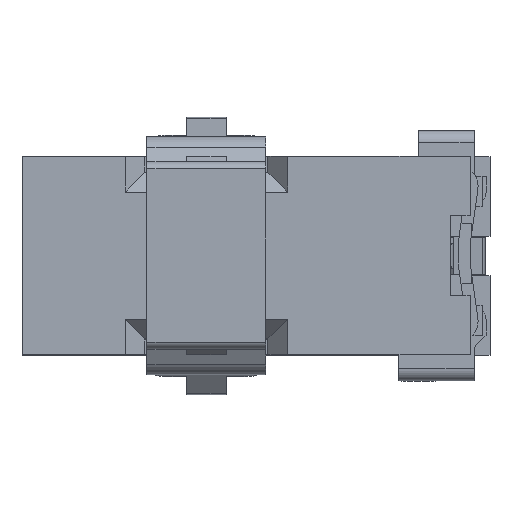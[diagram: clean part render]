
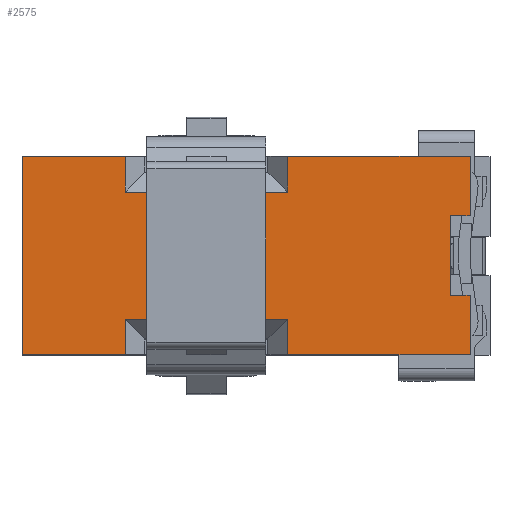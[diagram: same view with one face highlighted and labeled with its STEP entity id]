
A CAD part, top view. The second image highlights one B-rep face of the part: STEP entity #2575.
In plain terms, the highlighted planar face has unit normal (0, 0, 1).
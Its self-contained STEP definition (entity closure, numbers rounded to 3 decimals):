
#39 = ORIENTED_EDGE ( 'NONE', *, *, #3355, .T. ) ;
#186 = LINE ( 'NONE', #1047, #607 ) ;
#205 = VECTOR ( 'NONE', #9292, 1000. ) ;
#228 = VECTOR ( 'NONE', #4052, 1000. ) ;
#409 = DIRECTION ( 'NONE',  ( 1., 0., 0. ) ) ;
#467 = CARTESIAN_POINT ( 'NONE',  ( 6.7, -2.5, 2. ) ) ;
#607 = VECTOR ( 'NONE', #1115, 1000. ) ;
#608 = VECTOR ( 'NONE', #409, 1000. ) ;
#610 = DIRECTION ( 'NONE',  ( -1., 0., 0. ) ) ;
#643 = LINE ( 'NONE', #11376, #7158 ) ;
#651 = PLANE ( 'NONE',  #9227 ) ;
#874 = LINE ( 'NONE', #5703, #7812 ) ;
#878 = DIRECTION ( 'NONE',  ( -1., 0., 0. ) ) ;
#942 = ORIENTED_EDGE ( 'NONE', *, *, #5879, .T. ) ;
#984 = VERTEX_POINT ( 'NONE', #4247 ) ;
#1047 = CARTESIAN_POINT ( 'NONE',  ( 2.6, -22.5, 2. ) ) ;
#1061 = EDGE_CURVE ( 'NONE', #8009, #3981, #11708, .T. ) ;
#1115 = DIRECTION ( 'NONE',  ( 0., 1., 0. ) ) ;
#1192 = VECTOR ( 'NONE', #878, 1000. ) ;
#1456 = EDGE_CURVE ( 'NONE', #2975, #6415, #643, .T. ) ;
#1482 = EDGE_CURVE ( 'NONE', #7896, #5243, #11414, .T. ) ;
#1653 = VERTEX_POINT ( 'NONE', #8144 ) ;
#1950 = CARTESIAN_POINT ( 'NONE',  ( 2.6, -1.6, 2. ) ) ;
#2143 = FACE_OUTER_BOUND ( 'NONE', #8671, .T. ) ;
#2296 = CARTESIAN_POINT ( 'NONE',  ( 11.3, 1., 2. ) ) ;
#2356 = ORIENTED_EDGE ( 'NONE', *, *, #4276, .T. ) ;
#2492 = DIRECTION ( 'NONE',  ( 1., 0., 0. ) ) ;
#2575 = ADVANCED_FACE ( 'NONE', ( #2143 ), #651, .T. ) ;
#2582 = LINE ( 'NONE', #8628, #8964 ) ;
#2609 = LINE ( 'NONE', #5047, #228 ) ;
#2622 = CARTESIAN_POINT ( 'NONE',  ( 2.6, 1.6, 2. ) ) ;
#2644 = CARTESIAN_POINT ( 'NONE',  ( 11.3, 1.6, 2. ) ) ;
#2823 = EDGE_CURVE ( 'NONE', #9015, #2975, #2582, .T. ) ;
#2975 = VERTEX_POINT ( 'NONE', #9804 ) ;
#3149 = CARTESIAN_POINT ( 'NONE',  ( 11.3, -1., 2. ) ) ;
#3221 = ORIENTED_EDGE ( 'NONE', *, *, #9002, .F. ) ;
#3230 = CARTESIAN_POINT ( 'NONE',  ( 11.3, 2.5, 2. ) ) ;
#3355 = EDGE_CURVE ( 'NONE', #5243, #9900, #11386, .T. ) ;
#3441 = EDGE_CURVE ( 'NONE', #9128, #1653, #6274, .T. ) ;
#3461 = DIRECTION ( 'NONE',  ( 0., 0., 1. ) ) ;
#3545 = LINE ( 'NONE', #3149, #4404 ) ;
#3754 = CARTESIAN_POINT ( 'NONE',  ( 0., 2.5, 2. ) ) ;
#3901 = LINE ( 'NONE', #10035, #9284 ) ;
#3981 = VERTEX_POINT ( 'NONE', #2622 ) ;
#3994 = CARTESIAN_POINT ( 'NONE',  ( 11.3, -2.5, 2. ) ) ;
#4052 = DIRECTION ( 'NONE',  ( 0., 1., 0. ) ) ;
#4168 = LINE ( 'NONE', #6795, #5301 ) ;
#4247 = CARTESIAN_POINT ( 'NONE',  ( 11.3, -2.5, 2. ) ) ;
#4276 = EDGE_CURVE ( 'NONE', #6415, #984, #8987, .T. ) ;
#4285 = DIRECTION ( 'NONE',  ( 0., 1., 0. ) ) ;
#4404 = VECTOR ( 'NONE', #610, 1000. ) ;
#4449 = VERTEX_POINT ( 'NONE', #7682 ) ;
#4536 = EDGE_CURVE ( 'NONE', #984, #8638, #4168, .T. ) ;
#4548 = VERTEX_POINT ( 'NONE', #11247 ) ;
#4610 = ORIENTED_EDGE ( 'NONE', *, *, #10982, .T. ) ;
#4731 = DIRECTION ( 'NONE',  ( -1., 0., 0. ) ) ;
#5047 = CARTESIAN_POINT ( 'NONE',  ( 2.6, -22.5, 2. ) ) ;
#5131 = EDGE_CURVE ( 'NONE', #3981, #4449, #186, .T. ) ;
#5168 = VECTOR ( 'NONE', #4285, 1000. ) ;
#5243 = VERTEX_POINT ( 'NONE', #6833 ) ;
#5301 = VECTOR ( 'NONE', #6845, 1000. ) ;
#5339 = CARTESIAN_POINT ( 'NONE',  ( 10.8, -1., 2. ) ) ;
#5569 = DIRECTION ( 'NONE',  ( 0., 1., 0. ) ) ;
#5703 = CARTESIAN_POINT ( 'NONE',  ( 6.7, -22.5, 2. ) ) ;
#5724 = LINE ( 'NONE', #3230, #10851 ) ;
#5879 = EDGE_CURVE ( 'NONE', #8638, #7896, #3545, .T. ) ;
#5882 = DIRECTION ( 'NONE',  ( -1., 0., 0. ) ) ;
#5894 = CARTESIAN_POINT ( 'NONE',  ( 11.3, 1., 2. ) ) ;
#5980 = CARTESIAN_POINT ( 'NONE',  ( 10.8, -22.5, 2. ) ) ;
#6274 = LINE ( 'NONE', #3994, #205 ) ;
#6334 = CARTESIAN_POINT ( 'NONE',  ( 6.7, 1.6, 2. ) ) ;
#6415 = VERTEX_POINT ( 'NONE', #467 ) ;
#6517 = VECTOR ( 'NONE', #4731, 1000. ) ;
#6579 = VECTOR ( 'NONE', #7489, 1000. ) ;
#6666 = DIRECTION ( 'NONE',  ( 0., -1., 0. ) ) ;
#6795 = CARTESIAN_POINT ( 'NONE',  ( 11.3, -22.5, 2. ) ) ;
#6833 = CARTESIAN_POINT ( 'NONE',  ( 10.8, 1., 2. ) ) ;
#6845 = DIRECTION ( 'NONE',  ( 0., 1., 0. ) ) ;
#7079 = VERTEX_POINT ( 'NONE', #3754 ) ;
#7104 = CARTESIAN_POINT ( 'NONE',  ( 11.3, -22.5, 2. ) ) ;
#7158 = VECTOR ( 'NONE', #8751, 1000. ) ;
#7384 = VERTEX_POINT ( 'NONE', #9543 ) ;
#7489 = DIRECTION ( 'NONE',  ( 1., 0., 0. ) ) ;
#7505 = ORIENTED_EDGE ( 'NONE', *, *, #10726, .T. ) ;
#7644 = ORIENTED_EDGE ( 'NONE', *, *, #9370, .T. ) ;
#7682 = CARTESIAN_POINT ( 'NONE',  ( 2.6, 2.5, 2. ) ) ;
#7761 = ORIENTED_EDGE ( 'NONE', *, *, #5131, .T. ) ;
#7812 = VECTOR ( 'NONE', #6666, 1000. ) ;
#7896 = VERTEX_POINT ( 'NONE', #5339 ) ;
#8009 = VERTEX_POINT ( 'NONE', #6334 ) ;
#8144 = CARTESIAN_POINT ( 'NONE',  ( 2.6, -2.5, 2. ) ) ;
#8212 = EDGE_CURVE ( 'NONE', #7384, #4548, #5724, .T. ) ;
#8370 = VECTOR ( 'NONE', #5569, 1000. ) ;
#8441 = ORIENTED_EDGE ( 'NONE', *, *, #11546, .T. ) ;
#8628 = CARTESIAN_POINT ( 'NONE',  ( 11.3, -1.6, 2. ) ) ;
#8638 = VERTEX_POINT ( 'NONE', #9715 ) ;
#8642 = ORIENTED_EDGE ( 'NONE', *, *, #1456, .T. ) ;
#8671 = EDGE_LOOP ( 'NONE', ( #2356, #10655, #942, #10489, #39, #4610, #10025, #7505, #10011, #7761, #8441, #3221, #9242, #7644, #10499, #8642 ) ) ;
#8751 = DIRECTION ( 'NONE',  ( 0., -1., 0. ) ) ;
#8923 = LINE ( 'NONE', #9199, #6517 ) ;
#8964 = VECTOR ( 'NONE', #9546, 1000. ) ;
#8987 = LINE ( 'NONE', #9394, #6579 ) ;
#9002 = EDGE_CURVE ( 'NONE', #9128, #7079, #3901, .T. ) ;
#9015 = VERTEX_POINT ( 'NONE', #1950 ) ;
#9128 = VERTEX_POINT ( 'NONE', #9316 ) ;
#9199 = CARTESIAN_POINT ( 'NONE',  ( 11.3, 2.5, 2. ) ) ;
#9200 = DIRECTION ( 'NONE',  ( 0., 1., 0. ) ) ;
#9227 = AXIS2_PLACEMENT_3D ( 'NONE', #7104, #3461, #2492 ) ;
#9242 = ORIENTED_EDGE ( 'NONE', *, *, #3441, .T. ) ;
#9284 = VECTOR ( 'NONE', #9200, 1000. ) ;
#9292 = DIRECTION ( 'NONE',  ( 1., 0., 0. ) ) ;
#9316 = CARTESIAN_POINT ( 'NONE',  ( 0., -2.5, 2. ) ) ;
#9370 = EDGE_CURVE ( 'NONE', #1653, #9015, #2609, .T. ) ;
#9394 = CARTESIAN_POINT ( 'NONE',  ( 11.3, -2.5, 2. ) ) ;
#9543 = CARTESIAN_POINT ( 'NONE',  ( 11.3, 2.5, 2. ) ) ;
#9546 = DIRECTION ( 'NONE',  ( 1., 0., 0. ) ) ;
#9715 = CARTESIAN_POINT ( 'NONE',  ( 11.3, -1., 2. ) ) ;
#9804 = CARTESIAN_POINT ( 'NONE',  ( 6.7, -1.6, 2. ) ) ;
#9900 = VERTEX_POINT ( 'NONE', #5894 ) ;
#10011 = ORIENTED_EDGE ( 'NONE', *, *, #1061, .T. ) ;
#10025 = ORIENTED_EDGE ( 'NONE', *, *, #8212, .T. ) ;
#10035 = CARTESIAN_POINT ( 'NONE',  ( 0., -22.5, 2. ) ) ;
#10047 = CARTESIAN_POINT ( 'NONE',  ( 11.3, -22.5, 2. ) ) ;
#10489 = ORIENTED_EDGE ( 'NONE', *, *, #1482, .T. ) ;
#10499 = ORIENTED_EDGE ( 'NONE', *, *, #2823, .T. ) ;
#10655 = ORIENTED_EDGE ( 'NONE', *, *, #4536, .T. ) ;
#10726 = EDGE_CURVE ( 'NONE', #4548, #8009, #874, .T. ) ;
#10851 = VECTOR ( 'NONE', #5882, 1000. ) ;
#10982 = EDGE_CURVE ( 'NONE', #9900, #7384, #11359, .T. ) ;
#11247 = CARTESIAN_POINT ( 'NONE',  ( 6.7, 2.5, 2. ) ) ;
#11359 = LINE ( 'NONE', #10047, #8370 ) ;
#11376 = CARTESIAN_POINT ( 'NONE',  ( 6.7, -22.5, 2. ) ) ;
#11386 = LINE ( 'NONE', #2296, #608 ) ;
#11414 = LINE ( 'NONE', #5980, #5168 ) ;
#11546 = EDGE_CURVE ( 'NONE', #4449, #7079, #8923, .T. ) ;
#11708 = LINE ( 'NONE', #2644, #1192 ) ;
